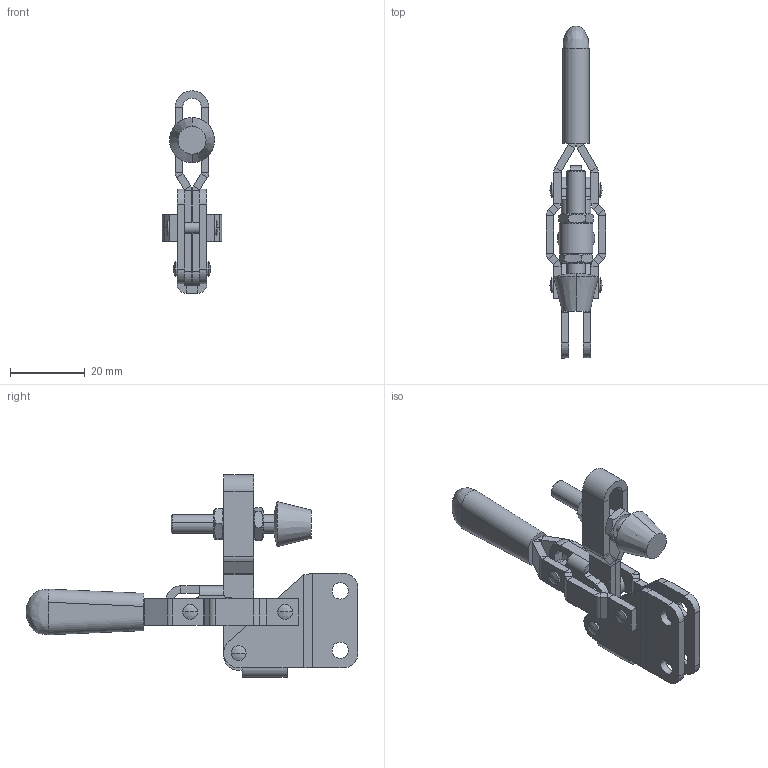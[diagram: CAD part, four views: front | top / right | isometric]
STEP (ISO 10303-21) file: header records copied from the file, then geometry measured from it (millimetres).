
FILE_DESCRIPTION (( 'STEP AP203' ), '1' );
FILE_NAME ('HS-101-AI 装配体.STEP', '2018-12-07T01:04:15', ( 'PCOS' ), ( '微软中国' ), 'SwSTEP 2.0', 'SolidWorks 2012', '' );
FILE_SCHEMA (( 'CONFIG_CONTROL_DESIGN' ));
Length unit declared in the file: millimetre
Products named in the file (13): HS-101-AI 蚾饜极; 眻忒參蚾饜极; 眻忒參; 忒梟; 揤裝蚾饜极; hexagon head bolts-full thread gb_GB_FASTENER_BOLT_STBAB A M5X30-C; hex thin nuts-grades ab-chamfered gb_GB_FASTENER_NUT_STNAB M5-N; 揤輸; 傻种; 蟀裝; 揤參; 酗种; 眻菁釱
Assembly tree (16 placements, depth 3):
  HS-101-AI 蚾饜极
    眻菁釱
    酗种  x2
    揤參
    蟀裝
    傻种  x2
    揤裝蚾饜极
      揤輸
      hex thin nuts-grades ab-chamfered gb_GB_FASTENER_NUT_STNAB M5-N  x2
      hexagon head bolts-full thread gb_GB_FASTENER_BOLT_STBAB A M5X30-C
    眻忒參蚾饜极
      忒梟  x2
      眻忒參
Bounding box: 16 x 89.01 x 54.3 mm (x, y, z)
Volume: 10221 mm3; surface area: 12988.4 mm2
Topology: 14 solids, 14 shells, 773 faces, 1913 edges, 1206 vertices
Faces by surface type: plane 431, cylinder 170, bspline 126, cone 30, sphere 16
Entity records: 27296 total; most frequent: CARTESIAN_POINT 10219, ORIENTED_EDGE 3402, DIRECTION 2881, EDGE_CURVE 1701, LINE 1085, VECTOR 1085, VERTEX_POINT 1082, AXIS2_PLACEMENT_3D 898
